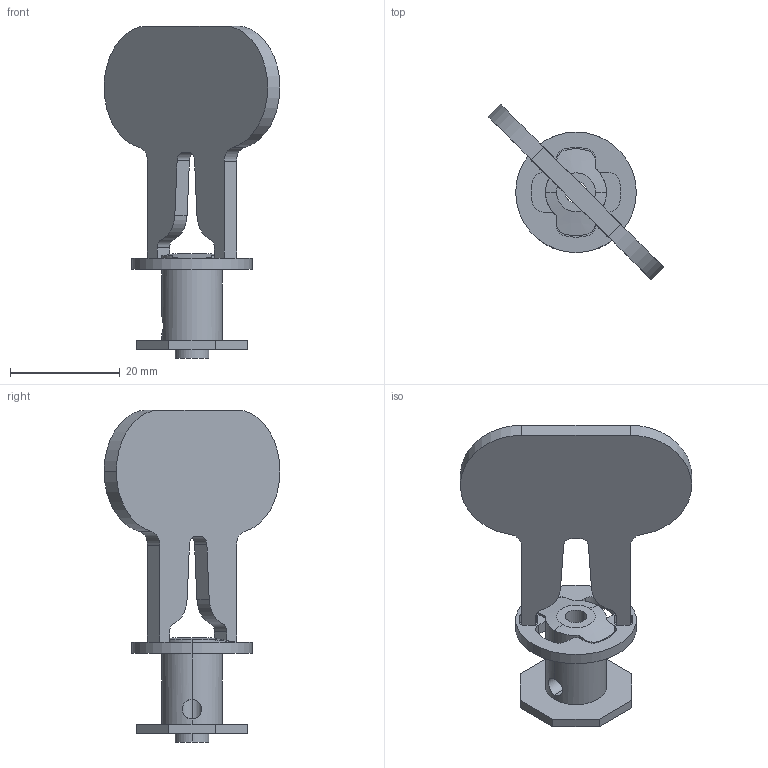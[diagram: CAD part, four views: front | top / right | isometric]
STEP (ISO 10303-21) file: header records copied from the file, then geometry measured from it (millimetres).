
FILE_DESCRIPTION (( 'STEP AP214' ), '1' );
FILE_NAME ('Twist_Hub_4mmx075_R1.STEP', '2019-10-05T05:43:19', ( 'Kurtis' ), ( '' ), 'SwSTEP 2.0', 'SolidWorks 2015', '' );
FILE_SCHEMA (( 'AUTOMOTIVE_DESIGN' ));
Length unit declared in the file: inch
Products named in the file (1): Twist_Hub_4mmx075_R1
Bounding box: 32.09 x 32.09 x 60.58 mm (x, y, z)
Volume: 5831.5 mm3; surface area: 5244 mm2
Topology: 3 solids, 3 shells, 106 faces, 288 edges, 190 vertices
Faces by surface type: cylinder 52, plane 52, cone 2
Entity records: 3580 total; most frequent: CARTESIAN_POINT 745, DIRECTION 596, ORIENTED_EDGE 576, EDGE_CURVE 288, AXIS2_PLACEMENT_3D 213, VERTEX_POINT 190, VECTOR 170, LINE 170
